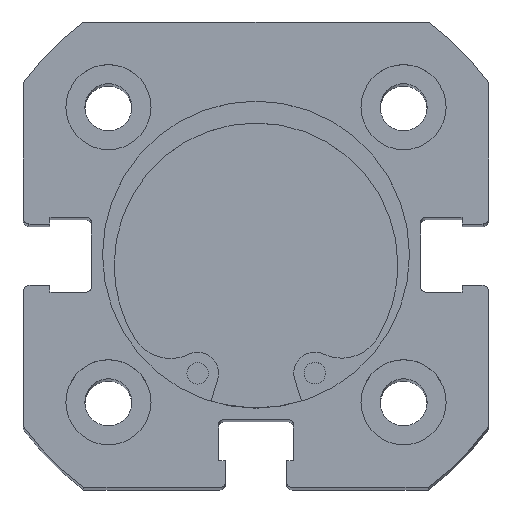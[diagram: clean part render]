
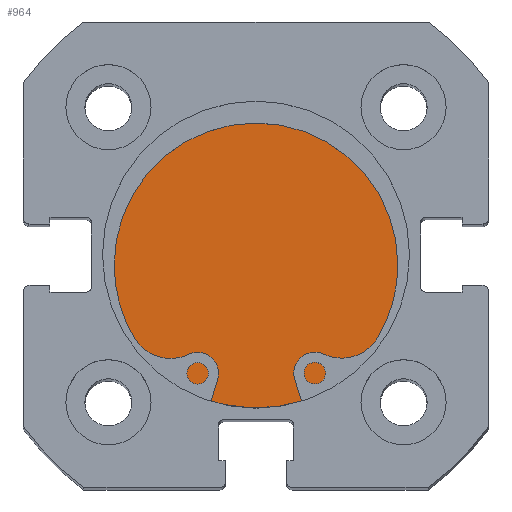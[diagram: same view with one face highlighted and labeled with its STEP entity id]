
A CAD part, top view. The second image highlights one B-rep face of the part: STEP entity #964.
In plain terms, the highlighted face is planar.
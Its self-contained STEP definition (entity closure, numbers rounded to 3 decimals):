
#628 = CARTESIAN_POINT ( 'NONE',  ( 6., 13.5, 0. ) ) ;
#964 = ADVANCED_FACE ( 'NONE', ( #3328 ), #2894, .F. ) ;
#1882 = EDGE_CURVE ( 'NONE', #5668, #5667, #3707, .T. ) ;
#1895 = EDGE_CURVE ( 'NONE', #5667, #5668, #3721, .T. ) ;
#2121 = AXIS2_PLACEMENT_3D ( 'NONE', #628, #2895, #2902 ) ;
#2263 = AXIS2_PLACEMENT_3D ( 'NONE', #4253, #4256, #4257 ) ;
#2273 = AXIS2_PLACEMENT_3D ( 'NONE', #4292, #4294, #4295 ) ;
#2838 = EDGE_LOOP ( 'NONE', ( #2989, #3015 ) ) ;
#2894 = PLANE ( 'NONE',  #2121 ) ;
#2895 = DIRECTION ( 'NONE',  ( -1., 0., 0. ) ) ;
#2902 = DIRECTION ( 'NONE',  ( 0., 0., 1. ) ) ;
#2989 = ORIENTED_EDGE ( 'NONE', *, *, #1895, .F. ) ;
#3015 = ORIENTED_EDGE ( 'NONE', *, *, #1882, .F. ) ;
#3328 = FACE_OUTER_BOUND ( 'NONE', #2838, .T. ) ;
#3707 = CIRCLE ( 'NONE', #2263, 13.5 ) ;
#3721 = CIRCLE ( 'NONE', #2273, 13.5 ) ;
#4253 = CARTESIAN_POINT ( 'NONE',  ( 6., 0., 0. ) ) ;
#4256 = DIRECTION ( 'NONE',  ( -1., 0., 0. ) ) ;
#4257 = DIRECTION ( 'NONE',  ( 0., 0., 1. ) ) ;
#4292 = CARTESIAN_POINT ( 'NONE',  ( 6., 0., 0. ) ) ;
#4294 = DIRECTION ( 'NONE',  ( -1., 0., 0. ) ) ;
#4295 = DIRECTION ( 'NONE',  ( 0., 0., 1. ) ) ;
#4598 = CARTESIAN_POINT ( 'NONE',  ( 6., 0., 13.5 ) ) ;
#4599 = CARTESIAN_POINT ( 'NONE',  ( 6., 0., -13.5 ) ) ;
#5667 = VERTEX_POINT ( 'NONE', #4598 ) ;
#5668 = VERTEX_POINT ( 'NONE', #4599 ) ;
